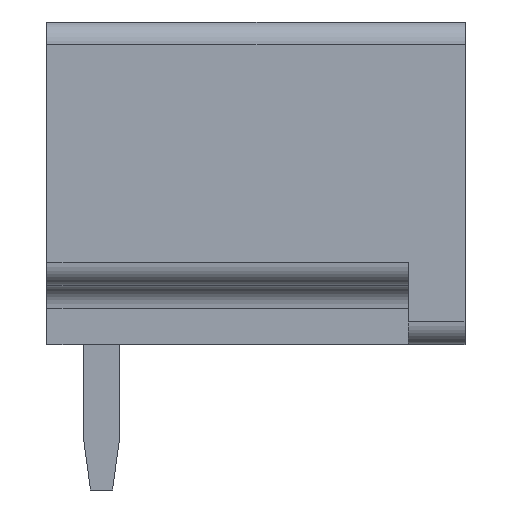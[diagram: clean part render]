
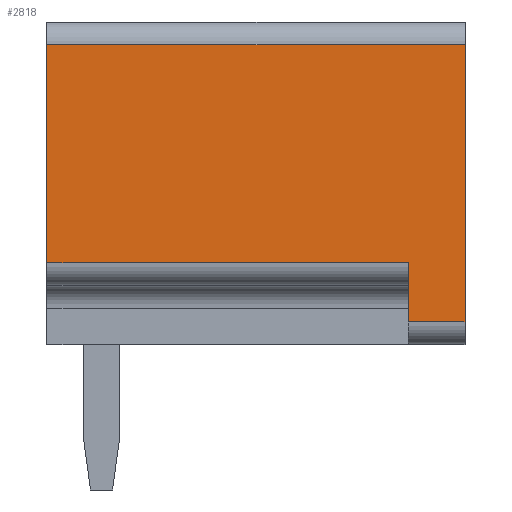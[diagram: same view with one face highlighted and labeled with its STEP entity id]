
A CAD part, left-side view. The second image highlights one B-rep face of the part: STEP entity #2818.
In plain terms, the highlighted planar face has unit normal (-1, 0, 0).
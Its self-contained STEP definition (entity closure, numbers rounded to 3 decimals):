
#2782=AXIS2_PLACEMENT_3D('Plane Axis2P3D',#2779,#2780,#2781) ;
#188=CARTESIAN_POINT('Vertex',(0.,0.,9.8)) ;
#191=CARTESIAN_POINT('Line Origine',(0.,0.,6.75)) ;
#195=CARTESIAN_POINT('Vertex',(0.,0.,3.7)) ;
#2760=CARTESIAN_POINT('Line Origine',(0.,4.6,9.8)) ;
#2764=CARTESIAN_POINT('Vertex',(0.,9.2,9.8)) ;
#2779=CARTESIAN_POINT('Axis2P3D Location',(0.,0.,3.7)) ;
#2784=CARTESIAN_POINT('Line Origine',(0.,0.625,3.7)) ;
#2788=CARTESIAN_POINT('Vertex',(0.,1.25,3.7)) ;
#2791=CARTESIAN_POINT('Line Origine',(0.,9.2,7.4)) ;
#2795=CARTESIAN_POINT('Vertex',(0.,9.2,5.)) ;
#2798=CARTESIAN_POINT('Line Origine',(0.,5.225,5.)) ;
#2802=CARTESIAN_POINT('Vertex',(0.,1.25,5.)) ;
#2805=CARTESIAN_POINT('Line Origine',(0.,1.25,4.35)) ;
#192=DIRECTION('Vector Direction',(0.,0.,1.)) ;
#2761=DIRECTION('Vector Direction',(0.,1.,0.)) ;
#2780=DIRECTION('Axis2P3D Direction',(-1.,0.,0.)) ;
#2781=DIRECTION('Axis2P3D XDirection',(0.,0.,1.)) ;
#2785=DIRECTION('Vector Direction',(0.,1.,0.)) ;
#2792=DIRECTION('Vector Direction',(0.,0.,1.)) ;
#2799=DIRECTION('Vector Direction',(0.,1.,0.)) ;
#2806=DIRECTION('Vector Direction',(0.,0.,-1.)) ;
#193=VECTOR('Line Direction',#192,1.) ;
#2762=VECTOR('Line Direction',#2761,1.) ;
#2786=VECTOR('Line Direction',#2785,1.) ;
#2793=VECTOR('Line Direction',#2792,1.) ;
#2800=VECTOR('Line Direction',#2799,1.) ;
#2807=VECTOR('Line Direction',#2806,1.) ;
#2811=ORIENTED_EDGE('',*,*,#2790,.F.) ;
#2812=ORIENTED_EDGE('',*,*,#197,.T.) ;
#2813=ORIENTED_EDGE('',*,*,#2766,.T.) ;
#2814=ORIENTED_EDGE('',*,*,#2797,.F.) ;
#2815=ORIENTED_EDGE('',*,*,#2804,.F.) ;
#2816=ORIENTED_EDGE('',*,*,#2809,.T.) ;
#2818=ADVANCED_FACE('Housing',(#2817),#2783,.T.) ;
#197=EDGE_CURVE('',#196,#189,#194,.T.) ;
#2766=EDGE_CURVE('',#189,#2765,#2763,.T.) ;
#2790=EDGE_CURVE('',#196,#2789,#2787,.T.) ;
#2797=EDGE_CURVE('',#2796,#2765,#2794,.T.) ;
#2804=EDGE_CURVE('',#2803,#2796,#2801,.T.) ;
#2809=EDGE_CURVE('',#2803,#2789,#2808,.T.) ;
#2810=EDGE_LOOP('',(#2811,#2812,#2813,#2814,#2815,#2816)) ;
#2817=FACE_OUTER_BOUND('',#2810,.T.) ;
#194=LINE('Line',#191,#193) ;
#2763=LINE('Line',#2760,#2762) ;
#2787=LINE('Line',#2784,#2786) ;
#2794=LINE('Line',#2791,#2793) ;
#2801=LINE('Line',#2798,#2800) ;
#2808=LINE('Line',#2805,#2807) ;
#2783=PLANE('',#2782) ;
#189=VERTEX_POINT('',#188) ;
#196=VERTEX_POINT('',#195) ;
#2765=VERTEX_POINT('',#2764) ;
#2789=VERTEX_POINT('',#2788) ;
#2796=VERTEX_POINT('',#2795) ;
#2803=VERTEX_POINT('',#2802) ;
